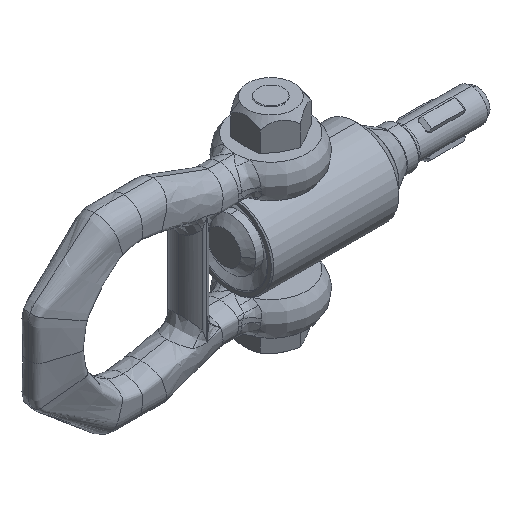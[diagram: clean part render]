
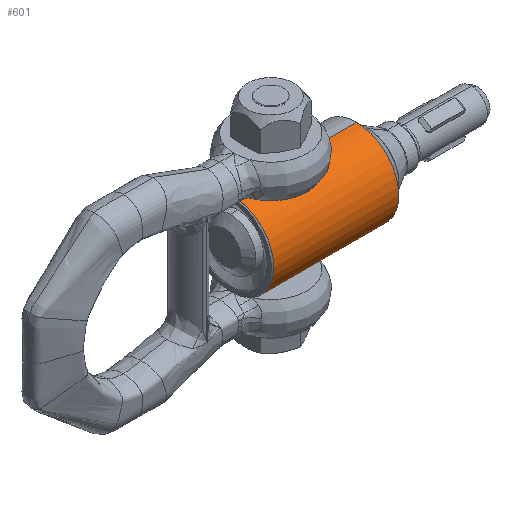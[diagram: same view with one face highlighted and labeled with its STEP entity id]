
A CAD part, isometric view. The second image highlights one B-rep face of the part: STEP entity #601.
In plain terms, the highlighted cylindrical face has radius 10.75 mm (diameter 21.5 mm), a partial arc.
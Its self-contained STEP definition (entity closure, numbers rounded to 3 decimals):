
#601=ADVANCED_FACE('',(#1231),#1232,.T.);
#1231=FACE_OUTER_BOUND('',#8841,.T.);
#1232=CYLINDRICAL_SURFACE('',#8842,10.75);
#8841=EDGE_LOOP('',(#10399,#10400,#10401,#10402));
#8842=AXIS2_PLACEMENT_3D('',#10403,#10404,#10405);
#10399=ORIENTED_EDGE('',*,*,#11280,.T.);
#10400=ORIENTED_EDGE('',*,*,#11360,.F.);
#10401=ORIENTED_EDGE('',*,*,#11282,.T.);
#10402=ORIENTED_EDGE('',*,*,#11358,.T.);
#10403=CARTESIAN_POINT('',(0.0,0.0,0.0));
#10404=DIRECTION('',(1.0,-0.0,0.0));
#10405=DIRECTION('',(0.0,0.0,1.0));
#11280=EDGE_CURVE('',#12337,#12333,#12338,.T.);
#11282=EDGE_CURVE('',#12329,#12339,#12341,.T.);
#11358=EDGE_CURVE('',#12339,#12337,#12445,.T.);
#11360=EDGE_CURVE('',#12329,#12333,#12447,.T.);
#12329=VERTEX_POINT('',#17329);
#12333=VERTEX_POINT('',#17334);
#12337=VERTEX_POINT('',#17339);
#12338=LINE('',#17340,#17341);
#12339=VERTEX_POINT('',#17342);
#12341=LINE('',#17344,#17345);
#12445=CIRCLE('',#17463,10.75);
#12447=CIRCLE('',#17465,10.75);
#17329=CARTESIAN_POINT('',(0.3,0.,-10.75));
#17334=CARTESIAN_POINT('',(0.3,0.,10.75));
#17339=CARTESIAN_POINT('',(32.137,0.0,10.75));
#17340=CARTESIAN_POINT('',(16.218,0.,10.75));
#17341=VECTOR('',#18446,1.0);
#17342=CARTESIAN_POINT('',(32.137,0.,-10.75));
#17344=CARTESIAN_POINT('',(0.0,0.,-10.75));
#17345=VECTOR('',#18450,10.75);
#17463=AXIS2_PLACEMENT_3D('',#18579,#18580,#18581);
#17465=AXIS2_PLACEMENT_3D('',#18582,#18583,#18584);
#18446=DIRECTION('',(-1.0,0.0,-0.0));
#18450=DIRECTION('',(1.0,0.0,0.0));
#18579=CARTESIAN_POINT('',(32.137,0.0,0.0));
#18580=DIRECTION('',(-1.0,0.0,0.0));
#18581=DIRECTION('',(0.0,0.0,1.0));
#18582=CARTESIAN_POINT('',(0.3,0.0,0.0));
#18583=DIRECTION('',(-1.0,0.0,0.0));
#18584=DIRECTION('',(0.0,0.0,1.0));
